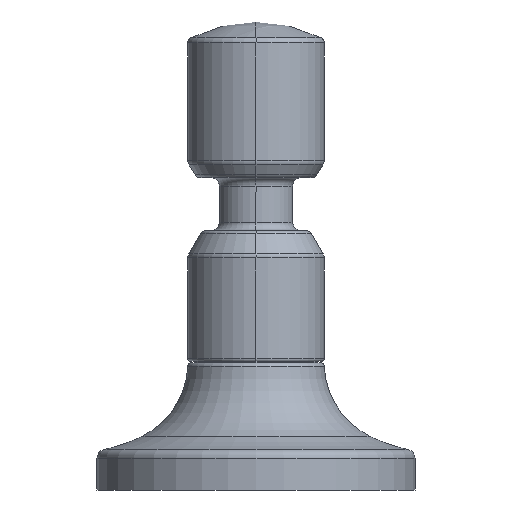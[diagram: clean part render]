
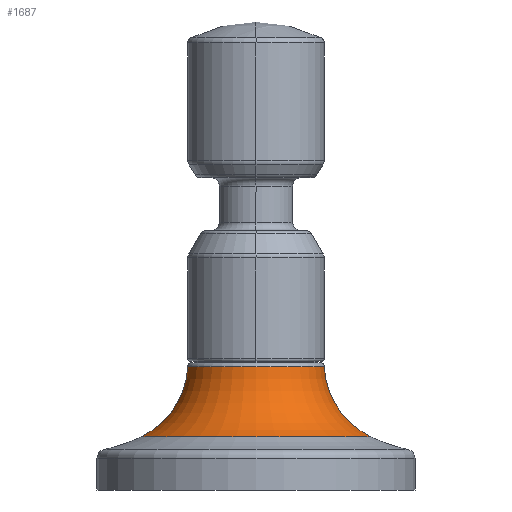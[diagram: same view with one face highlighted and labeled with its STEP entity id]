
A CAD part, left-side view. The second image highlights one B-rep face of the part: STEP entity #1687.
In plain terms, the highlighted toroidal (fillet/blend) face has major radius 26.988 mm and minor radius 14.732 mm.
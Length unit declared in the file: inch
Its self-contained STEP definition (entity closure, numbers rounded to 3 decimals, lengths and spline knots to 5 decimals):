
#596=CARTESIAN_POINT('',(-9.,0.,0.87148));
#597=DIRECTION('',(0.,0.,1.));
#598=DIRECTION('',(0.,1.,0.));
#599=AXIS2_PLACEMENT_3D('',#596,#597,#598);
#601=CARTESIAN_POINT('',(-9.,0.,0.37695));
#602=DIRECTION('',(0.,0.,-1.));
#603=DIRECTION('',(0.,-1.,0.));
#604=AXIS2_PLACEMENT_3D('',#601,#602,#603);
#611=CARTESIAN_POINT('',(-9.,1.0625,0.9));
#612=DIRECTION('',(-1.,0.,0.));
#613=DIRECTION('',(0.,-0.432,-0.902));
#614=AXIS2_PLACEMENT_3D('',#611,#612,#613);
#621=CARTESIAN_POINT('',(-9.,-1.0625,0.9));
#622=DIRECTION('',(1.,0.,0.));
#623=DIRECTION('',(0.,0.432,-0.902));
#624=AXIS2_PLACEMENT_3D('',#621,#622,#623);
#710=CARTESIAN_POINT('',(-9.,-0.4832,0.87148));
#711=CARTESIAN_POINT('',(-9.,0.4832,0.87148));
#712=VERTEX_POINT('',#710);
#713=VERTEX_POINT('',#711);
#714=CARTESIAN_POINT('',(-9.,-0.81186,0.37695));
#715=VERTEX_POINT('',#714);
#716=CARTESIAN_POINT('',(-9.,0.81186,0.37695));
#717=VERTEX_POINT('',#716);
#1673=CARTESIAN_POINT('',(-9.,0.,0.9));
#1674=DIRECTION('',(0.,0.,-1.));
#1675=DIRECTION('',(0.,1.,0.));
#1676=AXIS2_PLACEMENT_3D('',#1673,#1674,#1675);
#1677=TOROIDAL_SURFACE('',#1676,1.0625,0.58);
#1678=ORIENTED_EDGE('',*,*,#1667,.T.);
#1680=ORIENTED_EDGE('',*,*,#1679,.F.);
#1682=ORIENTED_EDGE('',*,*,#1681,.T.);
#1684=ORIENTED_EDGE('',*,*,#1683,.T.);
#1685=EDGE_LOOP('',(#1678,#1680,#1682,#1684));
#1686=FACE_OUTER_BOUND('',#1685,.F.);
#1687=ADVANCED_FACE('',(#1686),#1677,.F.);
#600=CIRCLE('',#599,0.4832);
#605=CIRCLE('',#604,0.81186);
#615=CIRCLE('',#614,0.58);
#625=CIRCLE('',#624,0.58);
#1667=EDGE_CURVE('',#713,#712,#600,.T.);
#1679=EDGE_CURVE('',#715,#712,#625,.T.);
#1681=EDGE_CURVE('',#715,#717,#605,.T.);
#1683=EDGE_CURVE('',#717,#713,#615,.T.);
